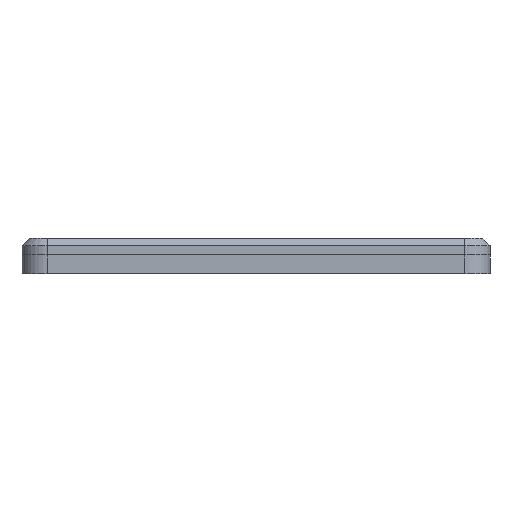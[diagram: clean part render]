
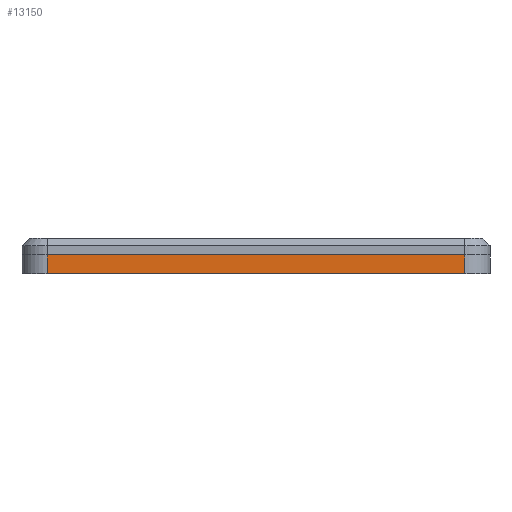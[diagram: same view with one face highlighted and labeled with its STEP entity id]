
A CAD part, left-side view. The second image highlights one B-rep face of the part: STEP entity #13150.
In plain terms, the highlighted planar face has unit normal (-1, 0, 0).
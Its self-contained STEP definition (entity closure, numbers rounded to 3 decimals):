
#1515=LINE('',#21714,#2610);
#1547=LINE('',#21837,#2642);
#1618=LINE('',#22087,#2713);
#1619=LINE('',#22088,#2714);
#2610=VECTOR('',#18022,10.);
#2642=VECTOR('',#18144,10.);
#2713=VECTOR('',#18431,10.);
#2714=VECTOR('',#18432,10.);
#3714=FACE_OUTER_BOUND('',#4815,.T.);
#4815=EDGE_LOOP('',(#11978,#11979,#11980,#11981));
#6553=VERTEX_POINT('',#21699);
#6560=VERTEX_POINT('',#21712);
#6605=VERTEX_POINT('',#21834);
#6606=VERTEX_POINT('',#21836);
#8274=EDGE_CURVE('',#6560,#6553,#1515,.T.);
#8334=EDGE_CURVE('',#6605,#6606,#1547,.T.);
#8450=EDGE_CURVE('',#6553,#6605,#1618,.T.);
#8451=EDGE_CURVE('',#6560,#6606,#1619,.T.);
#11978=ORIENTED_EDGE('',*,*,#8450,.F.);
#11979=ORIENTED_EDGE('',*,*,#8274,.F.);
#11980=ORIENTED_EDGE('',*,*,#8451,.T.);
#11981=ORIENTED_EDGE('',*,*,#8334,.F.);
#12341=PLANE('',#14584);
#13150=ADVANCED_FACE('',(#3714),#12341,.T.);
#14584=AXIS2_PLACEMENT_3D('',#22086,#18429,#18430);
#18022=DIRECTION('',(0.,1.,0.));
#18144=DIRECTION('',(0.,-1.,0.));
#18429=DIRECTION('center_axis',(-1.,0.,0.));
#18430=DIRECTION('ref_axis',(0.,1.,0.));
#18431=DIRECTION('',(0.,0.,1.));
#18432=DIRECTION('',(0.,0.,1.));
#21699=CARTESIAN_POINT('',(-109.,56.85,-2.2));
#21712=CARTESIAN_POINT('',(-109.,-59.25,-2.2));
#21714=CARTESIAN_POINT('',(-109.,-59.25,-2.2));
#21834=CARTESIAN_POINT('',(-109.,56.85,3.));
#21836=CARTESIAN_POINT('',(-109.,-59.25,3.));
#21837=CARTESIAN_POINT('',(-109.,27.825,3.));
#22086=CARTESIAN_POINT('Origin',(-109.,-59.25,0.));
#22087=CARTESIAN_POINT('',(-109.,56.85,0.));
#22088=CARTESIAN_POINT('',(-109.,-59.25,0.));
